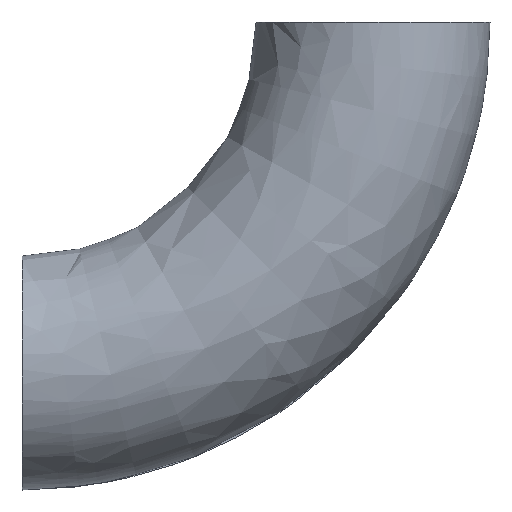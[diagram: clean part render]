
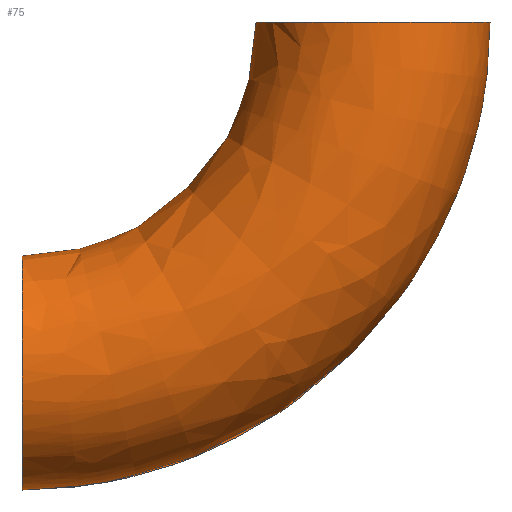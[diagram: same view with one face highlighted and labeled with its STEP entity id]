
A CAD part, front view. The second image highlights one B-rep face of the part: STEP entity #75.
In plain terms, the highlighted free-form (B-spline) face has degree [2, 2] with [3, 9] control points.
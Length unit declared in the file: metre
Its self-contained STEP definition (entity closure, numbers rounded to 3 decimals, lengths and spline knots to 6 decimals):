
#4 = CARTESIAN_POINT('NONE', (1.016, 0, -0));
#5 = VERTEX_POINT('NONE', #4);
#6 = CARTESIAN_POINT('NONE', (0., 0, -1.016));
#7 = VERTEX_POINT('NONE', #6);
#12 = CARTESIAN_POINT('NONE', (0, 0, -1.016));
#13 = CARTESIAN_POINT('NONE', (0, 0.254, -1.016));
#14 = CARTESIAN_POINT('NONE', (0, 0.254, -0.762));
#15 = CARTESIAN_POINT('NONE', (0, 0.254, -0.508));
#16 = CARTESIAN_POINT('NONE', (0, 0., -0.508));
#17 = CARTESIAN_POINT('NONE', (0, -0.254, -0.508));
#18 = CARTESIAN_POINT('NONE', (0, -0.254, -0.762));
#19 = CARTESIAN_POINT('NONE', (0, -0.254, -1.016));
#20 = CARTESIAN_POINT('NONE', (0, 0, -1.016));
#21 = (
  BOUNDED_CURVE()
  B_SPLINE_CURVE(2, (#12, #13, #14, #15, #16, #17, #18, #19, #20), .UNSPECIFIED., .F., .F.)
  B_SPLINE_CURVE_WITH_KNOTS((3, 2, 2, 2, 3), (0, 0.25, 0.5, 0.75, 1), .UNSPECIFIED.)
  CURVE()
  GEOMETRIC_REPRESENTATION_ITEM()
  RATIONAL_B_SPLINE_CURVE((1, 0.707, 1, 0.707, 1, 0.707, 1, 0.707, 1))
  REPRESENTATION_ITEM('NONE')
);
#22 = CARTESIAN_POINT('NONE', (1.016, 0., -0));
#23 = CARTESIAN_POINT('NONE', (1.016, -0.254, -0));
#24 = CARTESIAN_POINT('NONE', (0.762, -0.254, -0));
#25 = CARTESIAN_POINT('NONE', (0.508, -0.254, -0));
#26 = CARTESIAN_POINT('NONE', (0.508, 0., -0));
#27 = CARTESIAN_POINT('NONE', (0.508, 0.254, -0));
#28 = CARTESIAN_POINT('NONE', (0.762, 0.254, -0));
#29 = CARTESIAN_POINT('NONE', (1.016, 0.254, -0));
#30 = CARTESIAN_POINT('NONE', (1.016, 0., -0));
#31 = (
  BOUNDED_CURVE()
  B_SPLINE_CURVE(2, (#22, #23, #24, #25, #26, #27, #28, #29, #30), .UNSPECIFIED., .F., .F.)
  B_SPLINE_CURVE_WITH_KNOTS((3, 2, 2, 2, 3), (-1, -0.75, -0.5, -0.25, 0), .UNSPECIFIED.)
  CURVE()
  GEOMETRIC_REPRESENTATION_ITEM()
  RATIONAL_B_SPLINE_CURVE((1, 0.707, 1, 0.707, 1, 0.707, 1, 0.707, 1))
  REPRESENTATION_ITEM('NONE')
);
#33 = EDGE_CURVE('NONE', #7, #7, #21, .T.);
#34 = EDGE_CURVE('NONE', #5, #5, #31, .T.);
#35 = CARTESIAN_POINT('NONE', (1.016, 0, -0));
#36 = CARTESIAN_POINT('NONE', (1.016, 0.254, -0));
#37 = CARTESIAN_POINT('NONE', (0.762, 0.254, -0));
#38 = CARTESIAN_POINT('NONE', (0.508, 0.254, -0));
#39 = CARTESIAN_POINT('NONE', (0.508, 0., -0));
#40 = CARTESIAN_POINT('NONE', (0.508, -0.254, -0));
#41 = CARTESIAN_POINT('NONE', (0.762, -0.254, -0));
#42 = CARTESIAN_POINT('NONE', (1.016, -0.254, -0));
#43 = CARTESIAN_POINT('NONE', (1.016, 0, -0));
#44 = CARTESIAN_POINT('NONE', (1.016, 0, -1.016));
#45 = CARTESIAN_POINT('NONE', (1.016, 0.254, -1.016));
#46 = CARTESIAN_POINT('NONE', (0.762, 0.254, -0.762));
#47 = CARTESIAN_POINT('NONE', (0.508, 0.254, -0.508));
#48 = CARTESIAN_POINT('NONE', (0.508, 0., -0.508));
#49 = CARTESIAN_POINT('NONE', (0.508, -0.254, -0.508));
#50 = CARTESIAN_POINT('NONE', (0.762, -0.254, -0.762));
#51 = CARTESIAN_POINT('NONE', (1.016, -0.254, -1.016));
#52 = CARTESIAN_POINT('NONE', (1.016, 0, -1.016));
#53 = CARTESIAN_POINT('NONE', (0., 0, -1.016));
#54 = CARTESIAN_POINT('NONE', (0., 0.254, -1.016));
#55 = CARTESIAN_POINT('NONE', (0., 0.254, -0.762));
#56 = CARTESIAN_POINT('NONE', (0., 0.254, -0.508));
#57 = CARTESIAN_POINT('NONE', (0., 0., -0.508));
#58 = CARTESIAN_POINT('NONE', (0., -0.254, -0.508));
#59 = CARTESIAN_POINT('NONE', (0., -0.254, -0.762));
#60 = CARTESIAN_POINT('NONE', (0., -0.254, -1.016));
#61 = CARTESIAN_POINT('NONE', (0., 0, -1.016));
#62 = (
  BOUNDED_SURFACE()
  B_SPLINE_SURFACE(2, 2, ((#35, #36, #37, #38, #39, #40, #41, #42, #43), (#44, #45, #46, #47, #48, #49, #50, #51, #52), (#53, #54, #55, #56, #57, #58, #59, #60, #61)), .UNSPECIFIED., .F., .F., .F.)
  B_SPLINE_SURFACE_WITH_KNOTS((3, 3), (3, 2, 2, 2, 3), (0, 6.283185), (0, 0.25, 0.5, 0.75, 1), .UNSPECIFIED.)
  GEOMETRIC_REPRESENTATION_ITEM()
  RATIONAL_B_SPLINE_SURFACE(((1, 0.707, 1, 0.707, 1, 0.707, 1, 0.707, 1), (0.707, 0.5, 0.707, 0.5, 0.707, 0.5, 0.707, 0.5, 0.707), (1, 0.707, 1, 0.707, 1, 0.707, 1, 0.707, 1)))
  REPRESENTATION_ITEM('NONE')
  SURFACE()
);
#71 = ORIENTED_EDGE('NONE', *, *, #33, .T.);
#72 = ORIENTED_EDGE('NONE', *, *, #34, .T.);
#73 = EDGE_LOOP('NONE', (#71, #72));
#74 = FACE_BOUND('NONE', #73, .T.);
#75 = ADVANCED_FACE('NONE', (#74), #62, .T.);
